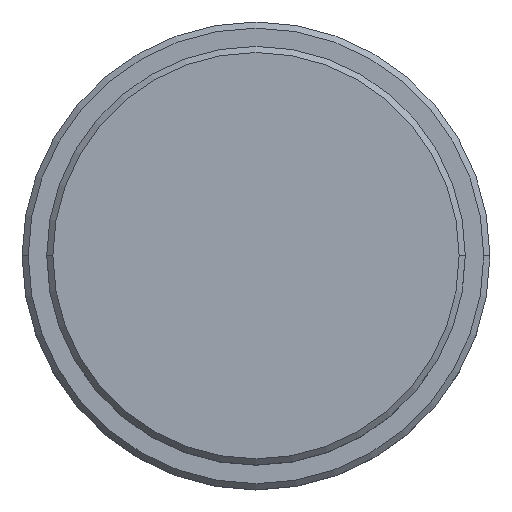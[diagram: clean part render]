
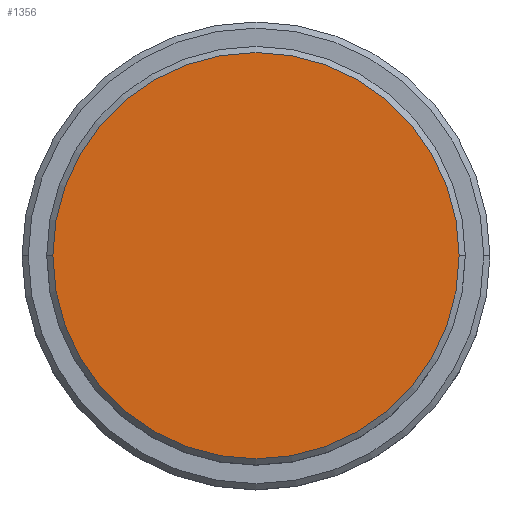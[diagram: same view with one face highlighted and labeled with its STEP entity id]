
A CAD part, top view. The second image highlights one B-rep face of the part: STEP entity #1356.
In plain terms, the highlighted planar face has unit normal (0, 0, 1).
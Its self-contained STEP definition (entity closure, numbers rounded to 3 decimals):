
#6 = AXIS2_PLACEMENT_3D ( 'NONE', #1343, #667, #752 ) ;
#15 = DIRECTION ( 'NONE',  ( 1., 0., 0. ) ) ;
#39 = ORIENTED_EDGE ( 'NONE', *, *, #654, .T. ) ;
#58 = VERTEX_POINT ( 'NONE', #400 ) ;
#103 = PLANE ( 'NONE',  #349 ) ;
#322 = CIRCLE ( 'NONE', #6, 16.5 ) ;
#349 = AXIS2_PLACEMENT_3D ( 'NONE', #511, #1189, #947 ) ;
#400 = CARTESIAN_POINT ( 'NONE',  ( -16.5, 0., 0. ) ) ;
#436 = EDGE_CURVE ( 'NONE', #997, #58, #1098, .T. ) ;
#511 = CARTESIAN_POINT ( 'NONE',  ( 0., 0., 0. ) ) ;
#654 = EDGE_CURVE ( 'NONE', #58, #997, #322, .T. ) ;
#667 = DIRECTION ( 'NONE',  ( 0., 0., 1. ) ) ;
#752 = DIRECTION ( 'NONE',  ( 1., 0., 0. ) ) ;
#808 = AXIS2_PLACEMENT_3D ( 'NONE', #872, #1416, #15 ) ;
#872 = CARTESIAN_POINT ( 'NONE',  ( 0., 0., 0. ) ) ;
#942 = EDGE_LOOP ( 'NONE', ( #39, #1391 ) ) ;
#947 = DIRECTION ( 'NONE',  ( 1., 0., 0. ) ) ;
#960 = FACE_OUTER_BOUND ( 'NONE', #942, .T. ) ;
#997 = VERTEX_POINT ( 'NONE', #1276 ) ;
#1098 = CIRCLE ( 'NONE', #808, 16.5 ) ;
#1189 = DIRECTION ( 'NONE',  ( 0., 0., 1. ) ) ;
#1276 = CARTESIAN_POINT ( 'NONE',  ( 16.5, 0., 0. ) ) ;
#1343 = CARTESIAN_POINT ( 'NONE',  ( 0., 0., 0. ) ) ;
#1356 = ADVANCED_FACE ( 'NONE', ( #960 ), #103, .T. ) ;
#1391 = ORIENTED_EDGE ( 'NONE', *, *, #436, .T. ) ;
#1416 = DIRECTION ( 'NONE',  ( 0., 0., 1. ) ) ;
